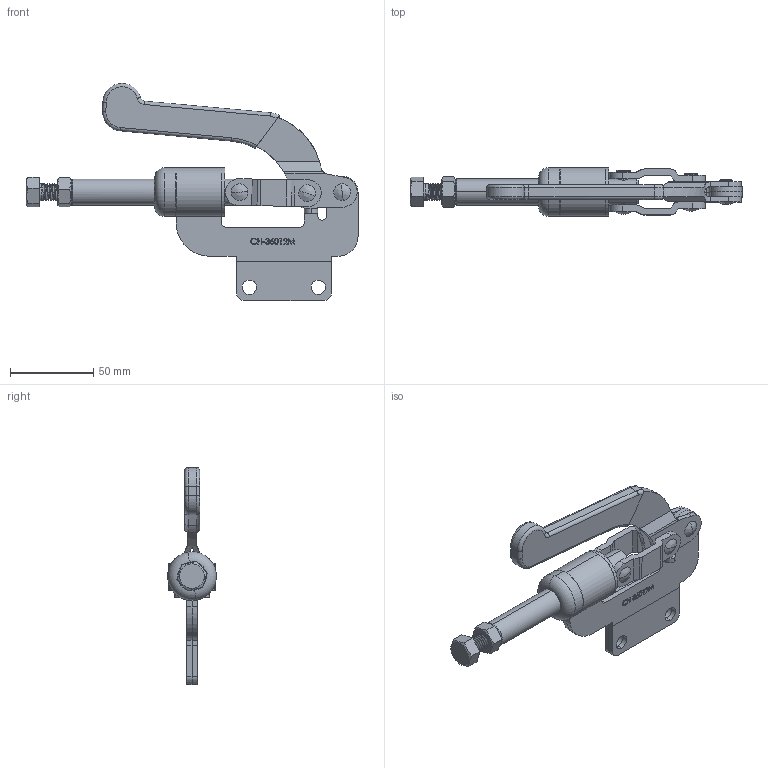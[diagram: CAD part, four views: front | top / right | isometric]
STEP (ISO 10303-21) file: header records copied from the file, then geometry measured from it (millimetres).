
FILE_DESCRIPTION (( 'STEP AP203' ), '1' );
FILE_NAME ('CH-36012M.STEP', '2017-11-24T06:35:57', ( 'Windows' ), ( 'Microsoft' ), 'SwSTEP 2.0', 'SolidWorks 2015', '' );
FILE_SCHEMA (( 'CONFIG_CONTROL_DESIGN' ));
Length unit declared in the file: millimetre
Products named in the file (14): CH-36010M-11; M10 Nut; CH-36012M-01 BASE; CH-SA-105015 SPINDLE SUPPLIED; CH-36010M-05 LEAD SET; CH-36010M-08; CH-36010M-02 CREST STALK; 36010shouba; CH-36010M-07; 36010shoubattt; CH-36010M-04 CONNECTING-PLATE; CH-36012M; CH-36010M-09; CH-36010M-10
Assembly tree (14 placements, depth 2):
  CH-36012M
    CH-36012M-01 BASE
    CH-36010M-05 LEAD SET
    CH-36010M-02 CREST STALK
    CH-36010M-07
    CH-36010M-04 CONNECTING-PLATE  x2
    CH-36010M-09
    CH-36010M-10
    CH-36010M-11
    M10 Nut
    CH-SA-105015 SPINDLE SUPPLIED
    CH-36010M-08
    36010shouba
    36010shoubattt
Bounding box: 199.03 x 29.2 x 130.18 mm (x, y, z)
Volume: 103299 mm3; surface area: 71693.4 mm2
Topology: 17 solids, 17 shells, 805 faces, 2154 edges, 1408 vertices
Faces by surface type: plane 286, cylinder 254, bspline 191, cone 42, torus 32
Entity records: 38075 total; most frequent: CARTESIAN_POINT 18889, ORIENTED_EDGE 4152, DIRECTION 2967, EDGE_CURVE 2076, VERTEX_POINT 1364, LINE 1059, VECTOR 1059, AXIS2_PLACEMENT_3D 954
